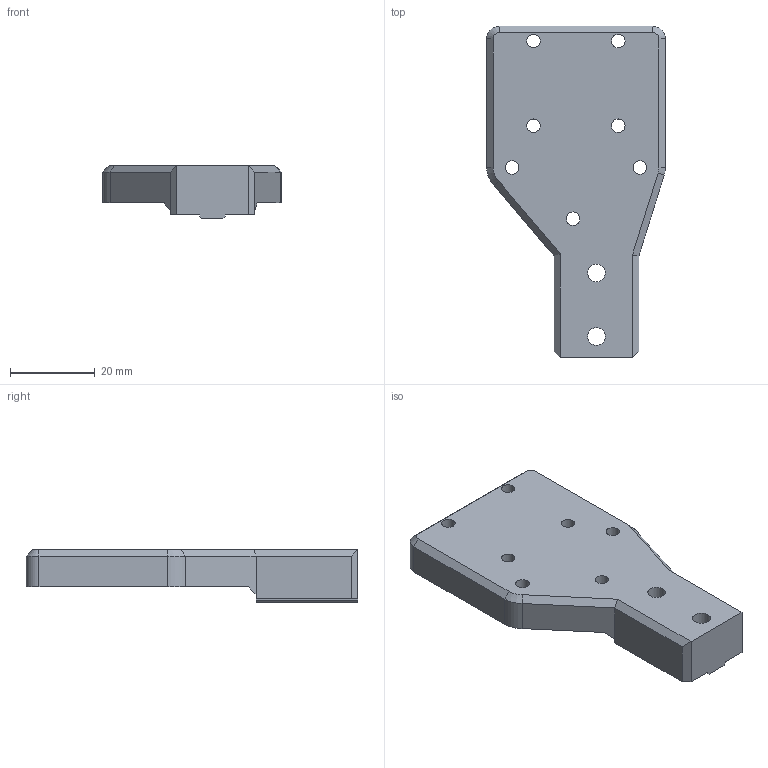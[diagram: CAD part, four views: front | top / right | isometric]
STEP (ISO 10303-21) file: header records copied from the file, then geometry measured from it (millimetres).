
FILE_DESCRIPTION(/* description */ (''),/* implementation_level */ '2;1');
FILE_NAME(/* name */ 'console beam Y upper MGN12H with flag .stp',/* time_stamp */ '2023-01-26T10:43:25+05:00',/* author */ ('khrip'),/* organization */ (''),/* preprocessor_version */ 'ST-DEVELOPER v18.1',/* originating_system */ 'Autodesk Inventor 2022',/* authorisation */ '');
FILE_SCHEMA (('AUTOMOTIVE_DESIGN { 1 0 10303 214 3 1 1 }'));
Length unit declared in the file: millimetre
Products named in the file (1): Упрощенный кронштейн 
балки Y версия 2_MIR1
_MIR
Bounding box: 42.14 x 78.25 x 12.4 mm (x, y, z)
Volume: 22255.7 mm3; surface area: 8045.7 mm2
Topology: 1 solids, 1 shells, 71 faces, 175 edges, 112 vertices
Faces by surface type: plane 46, cylinder 21, cone 4
Full cylindrical faces by diameter (mm): 2.5 x1, 3.2 x7, 4.2 x2, 7.5 x2, 9.2 x3
Entity records: 2213 total; most frequent: DIRECTION 365, CARTESIAN_POINT 362, ORIENTED_EDGE 350, EDGE_CURVE 175, LINE 127, VECTOR 127, AXIS2_PLACEMENT_3D 119, VERTEX_POINT 112
